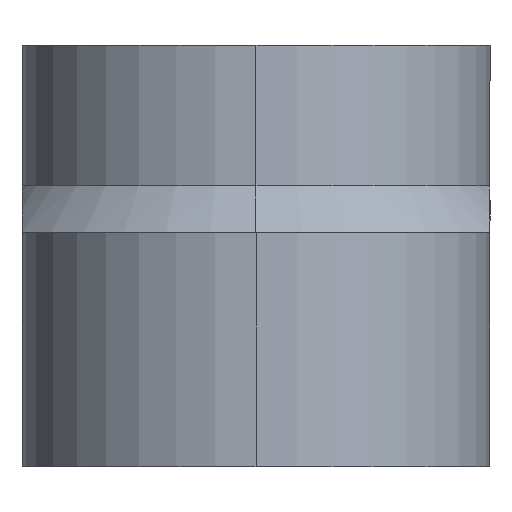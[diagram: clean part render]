
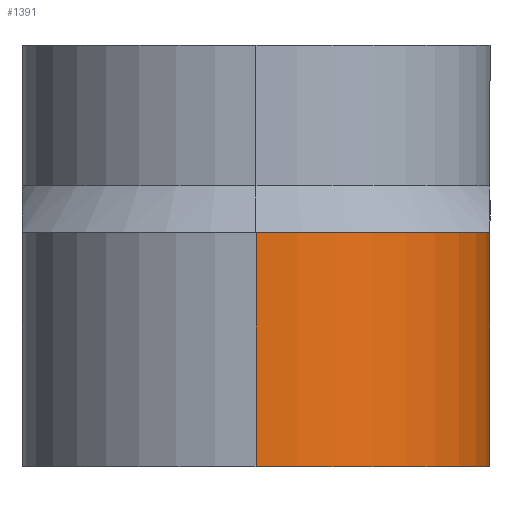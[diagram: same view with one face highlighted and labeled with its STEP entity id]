
A CAD part, left-side view. The second image highlights one B-rep face of the part: STEP entity #1391.
In plain terms, the highlighted cylindrical face has radius 5 mm (diameter 10 mm), a partial arc.
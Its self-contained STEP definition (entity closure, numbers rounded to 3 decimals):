
#500 = ORIENTED_EDGE ( 'NONE', *, *, #3293, .T. ) ;
#502 = ORIENTED_EDGE ( 'NONE', *, *, #903, .T. ) ;
#551 = EDGE_CURVE ( 'NONE', #2962, #3477, #3580, .T. ) ;
#654 = DIRECTION ( 'NONE',  ( 1., 0., 0. ) ) ;
#893 = LINE ( 'NONE', #3983, #2862 ) ;
#903 = EDGE_CURVE ( 'NONE', #2409, #1914, #2722, .T. ) ;
#1196 = FACE_OUTER_BOUND ( 'NONE', #3296, .T. ) ;
#1391 = ADVANCED_FACE ( 'NONE', ( #1196 ), #3540, .T. ) ;
#1619 = DIRECTION ( 'NONE',  ( 1., 0., 0. ) ) ;
#1641 = EDGE_CURVE ( 'NONE', #3477, #1914, #893, .T. ) ;
#1760 = CARTESIAN_POINT ( 'NONE',  ( -17.5, 0., 0. ) ) ;
#1845 = CARTESIAN_POINT ( 'NONE',  ( -12.5, 0., 5. ) ) ;
#1914 = VERTEX_POINT ( 'NONE', #3428 ) ;
#2236 = DIRECTION ( 'NONE',  ( -1., 0., 0. ) ) ;
#2409 = VERTEX_POINT ( 'NONE', #1760 ) ;
#2416 = AXIS2_PLACEMENT_3D ( 'NONE', #3710, #3691, #1619 ) ;
#2419 = AXIS2_PLACEMENT_3D ( 'NONE', #3789, #3453, #654 ) ;
#2496 = AXIS2_PLACEMENT_3D ( 'NONE', #1845, #3962, #2236 ) ;
#2616 = DIRECTION ( 'NONE',  ( 0., 0., -1. ) ) ;
#2722 = CIRCLE ( 'NONE', #2419, 5. ) ;
#2862 = VECTOR ( 'NONE', #2948, 1000. ) ;
#2948 = DIRECTION ( 'NONE',  ( 0., 0., -1. ) ) ;
#2962 = VERTEX_POINT ( 'NONE', #3536 ) ;
#3098 = ORIENTED_EDGE ( 'NONE', *, *, #1641, .F. ) ;
#3281 = CARTESIAN_POINT ( 'NONE',  ( -17.5, 0., 5. ) ) ;
#3293 = EDGE_CURVE ( 'NONE', #2962, #2409, #3628, .T. ) ;
#3296 = EDGE_LOOP ( 'NONE', ( #4150, #500, #502, #3098 ) ) ;
#3428 = CARTESIAN_POINT ( 'NONE',  ( -12.5, -5., 0. ) ) ;
#3453 = DIRECTION ( 'NONE',  ( 0., 0., 1. ) ) ;
#3477 = VERTEX_POINT ( 'NONE', #3804 ) ;
#3536 = CARTESIAN_POINT ( 'NONE',  ( -17.5, 0., 5. ) ) ;
#3540 = CYLINDRICAL_SURFACE ( 'NONE', #2496, 5. ) ;
#3580 = CIRCLE ( 'NONE', #2416, 5. ) ;
#3628 = LINE ( 'NONE', #3281, #3743 ) ;
#3691 = DIRECTION ( 'NONE',  ( 0., 0., 1. ) ) ;
#3710 = CARTESIAN_POINT ( 'NONE',  ( -12.5, 0., 5. ) ) ;
#3743 = VECTOR ( 'NONE', #2616, 1000. ) ;
#3789 = CARTESIAN_POINT ( 'NONE',  ( -12.5, 0., 0. ) ) ;
#3804 = CARTESIAN_POINT ( 'NONE',  ( -12.5, -5., 5. ) ) ;
#3962 = DIRECTION ( 'NONE',  ( 0., 0., -1. ) ) ;
#3983 = CARTESIAN_POINT ( 'NONE',  ( -12.5, -5., 5. ) ) ;
#4150 = ORIENTED_EDGE ( 'NONE', *, *, #551, .F. ) ;
